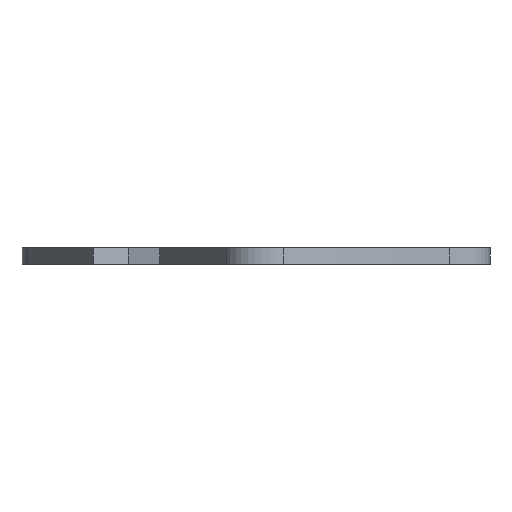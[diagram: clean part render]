
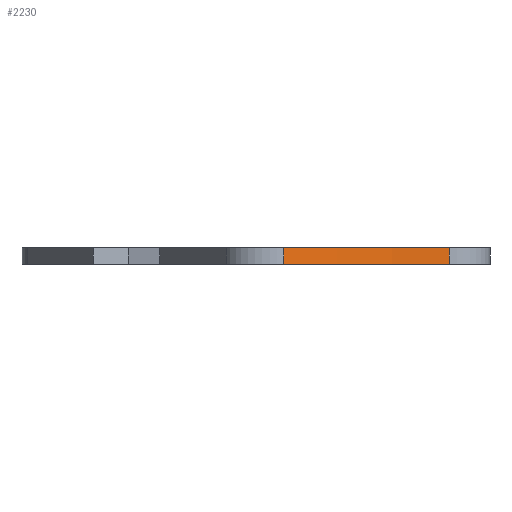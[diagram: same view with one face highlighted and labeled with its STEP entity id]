
A CAD part, left-side view. The second image highlights one B-rep face of the part: STEP entity #2230.
In plain terms, the highlighted cylindrical face has radius 30 mm (diameter 60 mm), a partial arc.
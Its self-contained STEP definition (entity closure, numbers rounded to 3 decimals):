
#182=CARTESIAN_POINT('',(29.894,2.519,-0.5));
#183=VERTEX_POINT('',#182);
#191=CARTESIAN_POINT('',(27.149,12.765,-0.5));
#192=VERTEX_POINT('',#191);
#193=CARTESIAN_POINT('',(0.0,0.0,-0.5));
#194=DIRECTION('',(0.0,0.0,-1.0));
#195=DIRECTION('',(-1.0,0.0,0.0));
#196=AXIS2_PLACEMENT_3D('',#193,#194,#195);
#197=CIRCLE('',#196,30.0);
#198=EDGE_CURVE('',#192,#183,#197,.T.);
#678=CARTESIAN_POINT('',(27.149,12.765,0.5));
#679=VERTEX_POINT('',#678);
#696=CARTESIAN_POINT('',(27.149,12.765,-0.5));
#697=DIRECTION('',(0.0,0.0,1.0));
#698=VECTOR('',#697,1.0);
#699=LINE('',#696,#698);
#700=EDGE_CURVE('',#192,#679,#699,.T.);
#799=CARTESIAN_POINT('',(29.894,2.519,0.5));
#800=VERTEX_POINT('',#799);
#801=CARTESIAN_POINT('',(0.0,0.0,0.5));
#802=DIRECTION('',(0.0,0.0,1.0));
#803=DIRECTION('',(-1.0,0.0,0.0));
#804=AXIS2_PLACEMENT_3D('',#801,#802,#803);
#805=CIRCLE('',#804,30.0);
#806=EDGE_CURVE('',#800,#679,#805,.T.);
#1246=CARTESIAN_POINT('',(29.894,2.519,0.5));
#1247=DIRECTION('',(0.0,0.0,-1.0));
#1248=VECTOR('',#1247,1.0);
#1249=LINE('',#1246,#1248);
#1250=EDGE_CURVE('',#800,#183,#1249,.T.);
#2219=CARTESIAN_POINT('',(0.0,0.0,0.0));
#2220=DIRECTION('',(0.0,0.0,1.0));
#2221=DIRECTION('',(-1.0,0.0,0.0));
#2222=AXIS2_PLACEMENT_3D('',#2219,#2220,#2221);
#2223=CYLINDRICAL_SURFACE('',#2222,30.0);
#2224=ORIENTED_EDGE('',*,*,#700,.F.);
#2225=ORIENTED_EDGE('',*,*,#198,.T.);
#2226=ORIENTED_EDGE('',*,*,#1250,.F.);
#2227=ORIENTED_EDGE('',*,*,#806,.T.);
#2228=EDGE_LOOP('',(#2224,#2225,#2226,#2227));
#2229=FACE_OUTER_BOUND('',#2228,.T.);
#2230=ADVANCED_FACE('',(#2229),#2223,.F.);
